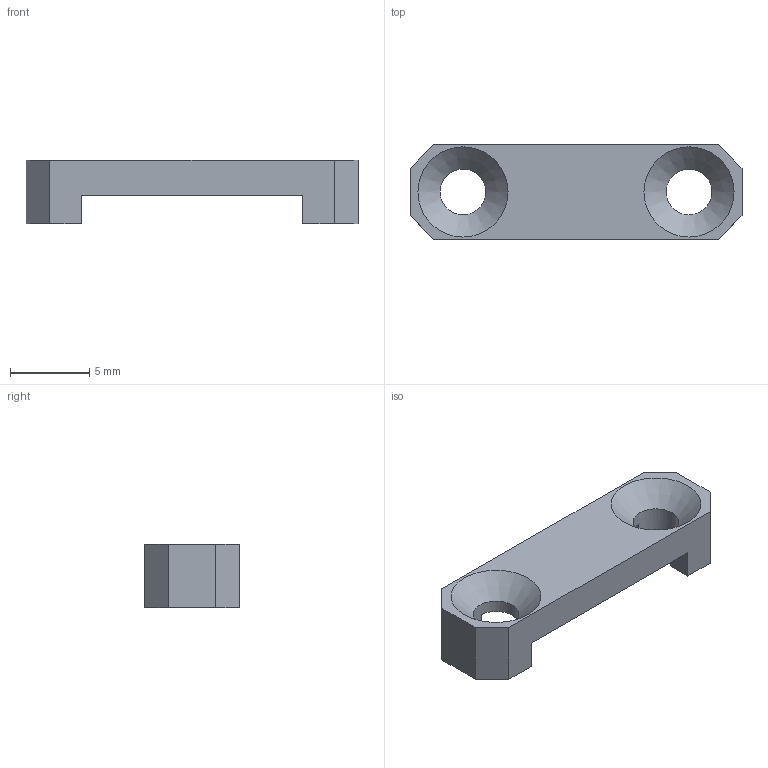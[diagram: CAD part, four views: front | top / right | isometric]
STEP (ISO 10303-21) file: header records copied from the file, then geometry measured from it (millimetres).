
FILE_DESCRIPTION(('STEP AP203'), '1');
FILE_NAME('瓚薦.741128.011_砎鳽鳻 [1]', '', ('UNSPECIFIED'), ('UNSPECIFIED'), 'C3D Converter', 'C3D Toolkit', '');
FILE_SCHEMA(('CONFIG_CONTROL_DESIGN'));
Length unit declared in the file: millimetre
Products named in the file (1): ЕРВЛ_741128_011
Bounding box: 21 x 6 x 4 mm (x, y, z)
Volume: 268.7 mm3; surface area: 427.1 mm2
Topology: 1 solids, 1 shells, 20 faces, 58 edges, 38 vertices
Faces by surface type: plane 16, cylinder 2, cone 2
Full cylindrical faces by diameter (mm): 2.9 x2
Entity records: 1046 total; most frequent: CARTESIAN_POINT 321, ORIENTED_EDGE 108, DIRECTION 102, EDGE_CURVE 54, LINE 44, VECTOR 44, VERTEX_POINT 38, AXIS2_PLACEMENT_3D 29
